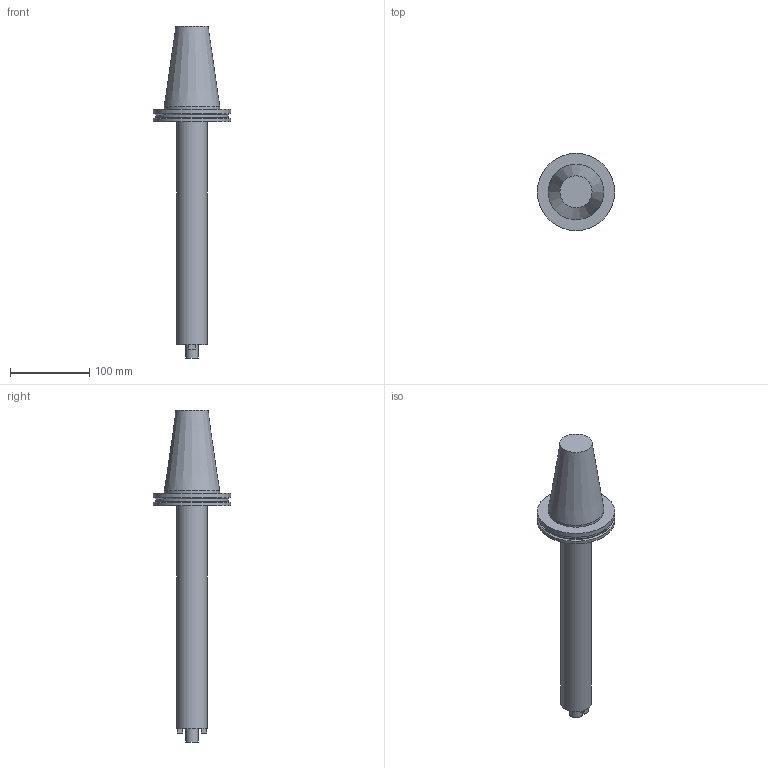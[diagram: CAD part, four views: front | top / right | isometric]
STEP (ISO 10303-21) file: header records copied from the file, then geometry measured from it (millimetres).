
FILE_DESCRIPTION(/* description */ (''),/* implementation_level */ '2;1');
FILE_NAME(/* name */ 'oznaceni_DOCUMENTNUMBERndi000_00_SIM.stp',/* time_stamp */ '2023-05-25T12:48:35+02:00',/* author */ (''),/* organization */ (''),/* preprocessor_version */ 'ST-DEVELOPER v16.7',/* originating_system */ 'SIEMENS PLM Software NX 12.0',/* authorisation */ '');
FILE_SCHEMA (('AUTOMOTIVE_DESIGN { 1 0 10303 214 3 1 1 1 }'));
Length unit declared in the file: millimetre
Products named in the file (1): 204744243ndi000_00
Bounding box: 97.5 x 97.5 x 418.65 mm (x, y, z)
Volume: 698193.3 mm3; surface area: 71775.9 mm2
Topology: 1 solids, 1 shells, 26 faces, 51 edges, 34 vertices
Faces by surface type: plane 17, cylinder 6, cone 3
Full cylindrical faces by diameter (mm): 16 x1, 38 x1, 69.951 x1, 91 x1, 97.5 x2
Entity records: 653 total; most frequent: DIRECTION 114, CARTESIAN_POINT 100, ORIENTED_EDGE 78, AXIS2_PLACEMENT_3D 45, EDGE_LOOP 42, EDGE_CURVE 39, VERTEX_POINT 31, FACE_BOUND 30
